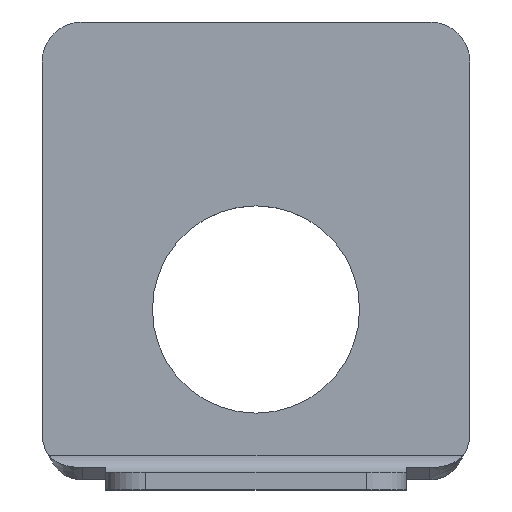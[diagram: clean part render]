
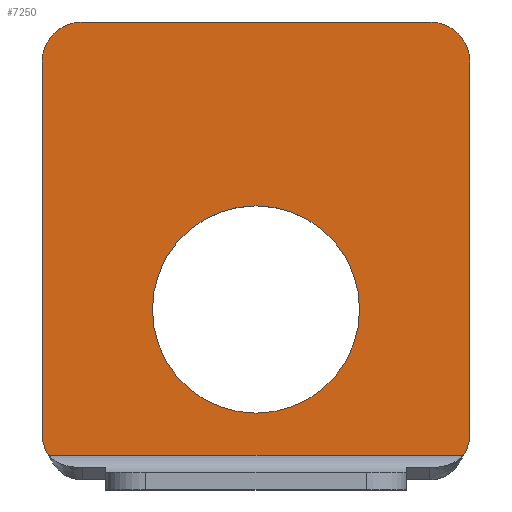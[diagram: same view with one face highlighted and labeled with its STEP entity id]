
A CAD part, top view. The second image highlights one B-rep face of the part: STEP entity #7250.
In plain terms, the highlighted planar face has unit normal (0, 0, 1).
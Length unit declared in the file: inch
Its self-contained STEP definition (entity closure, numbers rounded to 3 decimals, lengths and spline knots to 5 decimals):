
#1357=DIRECTION('',(1.,0.,0.));
#1358=VECTOR('',#1357,2.4414);
#1359=CARTESIAN_POINT('',(-1.2207,0.10236,
0.00362));
#1360=LINE('',#1359,#1358);
#1395=CARTESIAN_POINT('',(-1.02362,0.2326,
0.00362));
#1396=DIRECTION('',(0.,0.,1.));
#1397=DIRECTION('',(-1.,0.,0.));
#1398=AXIS2_PLACEMENT_3D('',#1395,#1396,#1397);
#1400=DIRECTION('',(0.,-1.,0.));
#1401=VECTOR('',#1400,2.18474);
#1402=CARTESIAN_POINT('',(-1.25984,2.41734,
0.00362));
#1403=LINE('',#1402,#1401);
#1404=CARTESIAN_POINT('',(-1.02362,2.41734,
0.00362));
#1405=DIRECTION('',(0.,0.,1.));
#1406=DIRECTION('',(0.,1.,0.));
#1407=AXIS2_PLACEMENT_3D('',#1404,#1405,#1406);
#1409=DIRECTION('',(-1.,0.,0.));
#1410=VECTOR('',#1409,2.04724);
#1411=CARTESIAN_POINT('',(1.02362,2.65356,0.00362));
#1412=LINE('',#1411,#1410);
#1413=CARTESIAN_POINT('',(1.02362,2.41734,0.00362));
#1414=DIRECTION('',(0.,0.,1.));
#1415=DIRECTION('',(1.,0.,0.));
#1416=AXIS2_PLACEMENT_3D('',#1413,#1414,#1415);
#1418=DIRECTION('',(0.,1.,0.));
#1419=VECTOR('',#1418,2.18474);
#1420=CARTESIAN_POINT('',(1.25984,0.2326,
0.00362));
#1421=LINE('',#1420,#1419);
#1422=CARTESIAN_POINT('',(1.02362,0.2326,
0.00362));
#1423=DIRECTION('',(0.,0.,1.));
#1424=DIRECTION('',(0.834,-0.551,0.));
#1425=AXIS2_PLACEMENT_3D('',#1422,#1423,#1424);
#1427=CARTESIAN_POINT('',(0.,0.96065,0.00362));
#1428=DIRECTION('',(0.,0.,1.));
#1429=DIRECTION('',(-1.,0.,0.));
#1430=AXIS2_PLACEMENT_3D('',#1427,#1428,#1429);
#1432=CARTESIAN_POINT('',(0.,0.96065,0.00362));
#1433=DIRECTION('',(0.,0.,1.));
#1434=DIRECTION('',(1.,0.,0.));
#1435=AXIS2_PLACEMENT_3D('',#1432,#1433,#1434);
#4917=CARTESIAN_POINT('',(-1.2207,0.10236,
0.00362));
#4918=CARTESIAN_POINT('',(1.2207,0.10236,
0.00362));
#4919=VERTEX_POINT('',#4917);
#4920=VERTEX_POINT('',#4918);
#4961=CARTESIAN_POINT('',(-0.61024,0.96065,
0.00362));
#4962=CARTESIAN_POINT('',(0.61024,0.96065,
0.00362));
#4963=VERTEX_POINT('',#4961);
#4964=VERTEX_POINT('',#4962);
#6213=CARTESIAN_POINT('',(1.25984,0.2326,
0.00362));
#6214=CARTESIAN_POINT('',(1.25984,2.41734,0.00362));
#6215=VERTEX_POINT('',#6213);
#6216=VERTEX_POINT('',#6214);
#6217=CARTESIAN_POINT('',(1.02362,2.65356,0.00362));
#6218=VERTEX_POINT('',#6217);
#6219=CARTESIAN_POINT('',(-1.02362,2.65356,
0.00362));
#6220=VERTEX_POINT('',#6219);
#6221=CARTESIAN_POINT('',(-1.25984,2.41734,
0.00362));
#6222=VERTEX_POINT('',#6221);
#6223=CARTESIAN_POINT('',(-1.25984,0.2326,
0.00362));
#6224=VERTEX_POINT('',#6223);
#7222=CARTESIAN_POINT('',(0.,-0.00362,0.00362));
#7223=DIRECTION('',(0.,0.,1.));
#7224=DIRECTION('',(0.,-1.,0.));
#7225=AXIS2_PLACEMENT_3D('',#7222,#7223,#7224);
#7226=PLANE('',#7225);
#7227=ORIENTED_EDGE('',*,*,#7204,.F.);
#7229=ORIENTED_EDGE('',*,*,#7228,.F.);
#7231=ORIENTED_EDGE('',*,*,#7230,.F.);
#7233=ORIENTED_EDGE('',*,*,#7232,.F.);
#7235=ORIENTED_EDGE('',*,*,#7234,.F.);
#7237=ORIENTED_EDGE('',*,*,#7236,.F.);
#7239=ORIENTED_EDGE('',*,*,#7238,.F.);
#7241=ORIENTED_EDGE('',*,*,#7240,.F.);
#7242=EDGE_LOOP('',(#7227,#7229,#7231,#7233,#7235,#7237,#7239,#7241));
#7243=FACE_OUTER_BOUND('',#7242,.F.);
#7245=ORIENTED_EDGE('',*,*,#7244,.T.);
#7247=ORIENTED_EDGE('',*,*,#7246,.T.);
#7248=EDGE_LOOP('',(#7245,#7247));
#7249=FACE_BOUND('',#7248,.F.);
#7250=ADVANCED_FACE('',(#7243,#7249),#7226,.T.);
#1399=CIRCLE('',#1398,0.23622);
#1408=CIRCLE('',#1407,0.23622);
#1417=CIRCLE('',#1416,0.23622);
#1426=CIRCLE('',#1425,0.23622);
#1431=CIRCLE('',#1430,0.61024);
#1436=CIRCLE('',#1435,0.61024);
#7204=EDGE_CURVE('',#4919,#4920,#1360,.T.);
#7228=EDGE_CURVE('',#6224,#4919,#1399,.T.);
#7230=EDGE_CURVE('',#6222,#6224,#1403,.T.);
#7232=EDGE_CURVE('',#6220,#6222,#1408,.T.);
#7234=EDGE_CURVE('',#6218,#6220,#1412,.T.);
#7236=EDGE_CURVE('',#6216,#6218,#1417,.T.);
#7238=EDGE_CURVE('',#6215,#6216,#1421,.T.);
#7240=EDGE_CURVE('',#4920,#6215,#1426,.T.);
#7244=EDGE_CURVE('',#4963,#4964,#1431,.T.);
#7246=EDGE_CURVE('',#4964,#4963,#1436,.T.);
